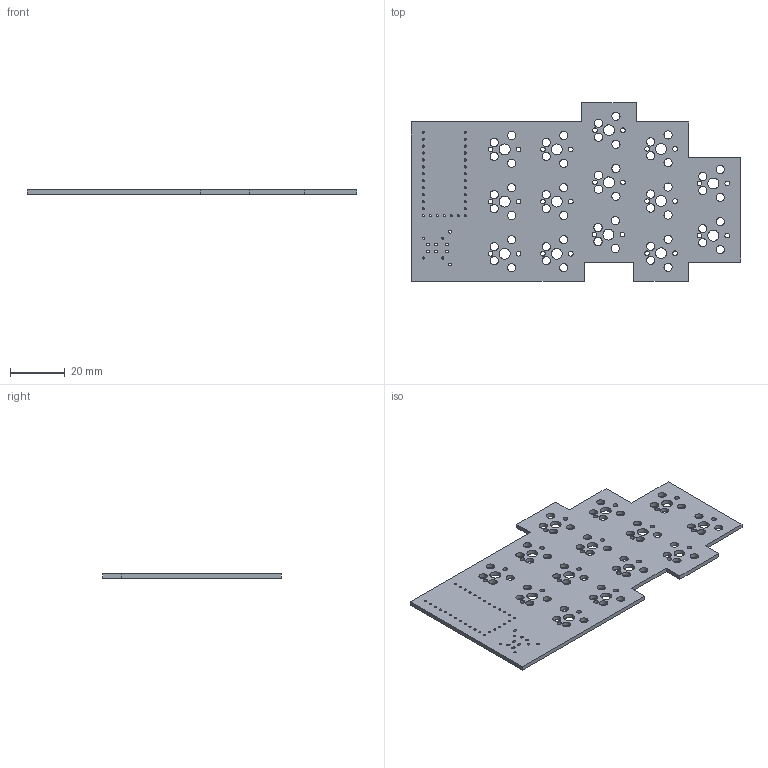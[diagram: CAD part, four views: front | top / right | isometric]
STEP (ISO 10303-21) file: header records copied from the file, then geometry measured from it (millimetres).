
FILE_DESCRIPTION(('KiCad electronic assembly'),'2;1');
FILE_NAME('clackychan.step','2025-09-09T14:21:46',('Pcbnew'),('Kicad'), 'Open CASCADE STEP processor 7.9','KiCad to STEP converter','Unknown' );
FILE_SCHEMA(('AUTOMOTIVE_DESIGN { 1 0 10303 214 1 1 1 1 }'));
Length unit declared in the file: millimetre
Products named in the file (2): clackychan 1; clackychan_PCB
Assembly tree (1 placements, depth 2):
  clackychan 1
    clackychan_PCB
Bounding box: 120 x 65 x 1.51 mm (x, y, z)
Volume: 8962.6 mm3; surface area: 13909.7 mm2
Topology: 1 solids, 1 shells, 183 faces, 543 edges, 362 vertices
Faces by surface type: cylinder 149, plane 34
Full cylindrical faces by diameter (mm): 0.762 x31, 0.8 x4, 1.702 x28, 3 x56, 3.988 x14
Entity records: 6896 total; most frequent: DIRECTION 1211, CARTESIAN_POINT 1090, ORIENTED_EDGE 1086, EDGE_CURVE 543, AXIS2_PLACEMENT_3D 483, FACE_BOUND 465, EDGE_LOOP 465, VERTEX_POINT 362
